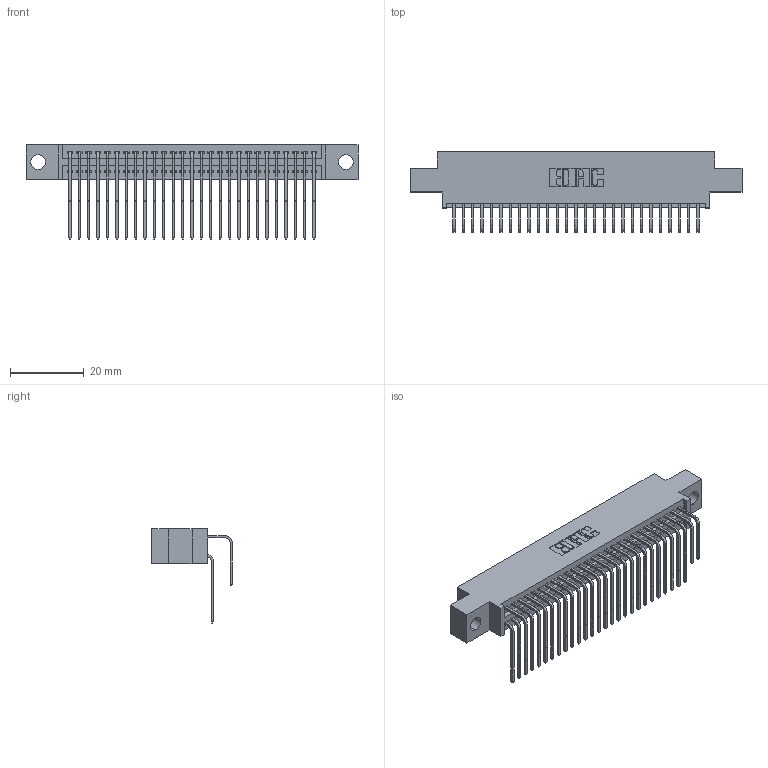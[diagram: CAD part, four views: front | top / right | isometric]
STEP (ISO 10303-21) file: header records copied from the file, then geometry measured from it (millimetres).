
FILE_DESCRIPTION (( 'STEP AP203' ), '1' );
FILE_NAME ('395-054-558-804.STEP', '2018-11-21T21:35:01', ( '' ), ( '' ), 'SwSTEP 2.0', 'SolidWorks 2016', '' );
FILE_SCHEMA (( 'CONFIG_CONTROL_DESIGN' ));
Length unit declared in the file: inch
Products named in the file (4): 345-292-001_558 Tail - 2; 345-292-001_558 559 Tail - 1; 345 Part_0.170 Offset - 0.156 Dia-TH; 395-054-558-804
Assembly tree (55 placements, depth 2):
  395-054-558-804
    345 Part_0.170 Offset - 0.156 Dia-TH
    345-292-001_558 559 Tail - 1  x27
    345-292-001_558 Tail - 2  x27
Bounding box: 89.79 x 21.83 x 25.53 mm (x, y, z)
Volume: 8693.2 mm3; surface area: 13983 mm2
Topology: 55 solids, 55 shells, 2938 faces, 8723 edges, 5742 vertices
Faces by surface type: plane 1974, cylinder 964
Entity records: 24991 total; most frequent: CARTESIAN_POINT 4251, ORIENTED_EDGE 4134, DIRECTION 3739, EDGE_CURVE 2067, VECTOR 1787, LINE 1787, VERTEX_POINT 1374, AXIS2_PLACEMENT_3D 976
